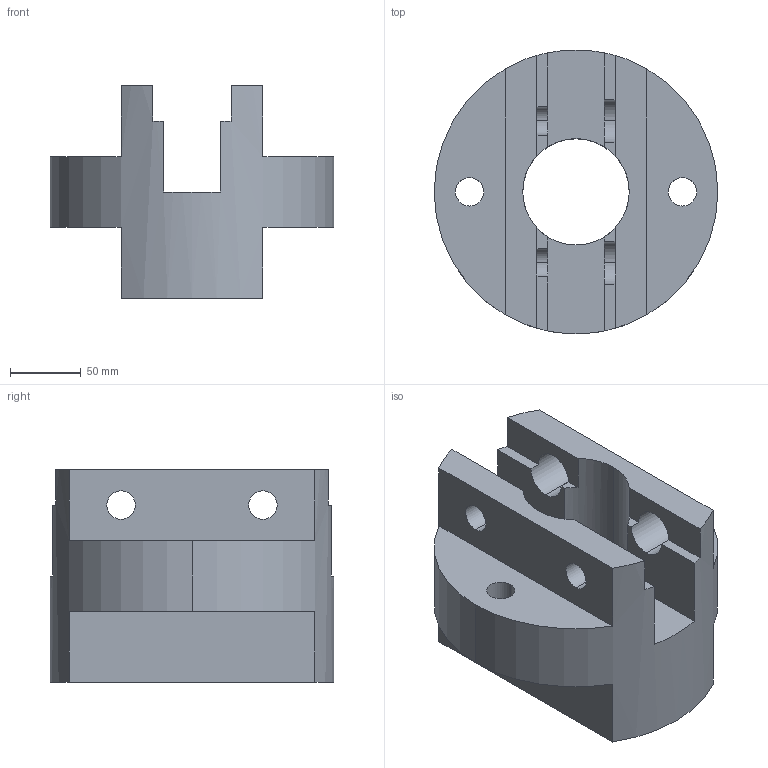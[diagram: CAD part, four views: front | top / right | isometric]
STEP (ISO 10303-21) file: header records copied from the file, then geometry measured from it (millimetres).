
FILE_DESCRIPTION(('produced by SPATIAL CORP'),'2;1');
FILE_NAME('socket.hh.sat.stp', '2002-04-22T18:05:04+00:00',('SPATIAL CORP'),('SPATIAL CORP'), 'ACIS STEP Husk','http://www.spatial.com','SPATIAL CORP');
FILE_SCHEMA(('CONFIG_CONTROL_DESIGN'));
Length unit declared in the file: millimetre
Products named in the file (1): PRODUCT_ID_1
Bounding box: 200 x 200 x 150 mm (x, y, z)
Volume: 2302997.1 mm3; surface area: 190976.5 mm2
Topology: 1 solids, 1 shells, 45 faces, 146 edges, 98 vertices
Faces by surface type: plane 29, cylinder 16
Entity records: 1429 total; most frequent: ORIENTED_EDGE 292, CARTESIAN_POINT 221, DIRECTION 180, EDGE_CURVE 146, VERTEX_POINT 98, VECTOR 66, LINE 66, AXIS2_PLACEMENT_3D 57
